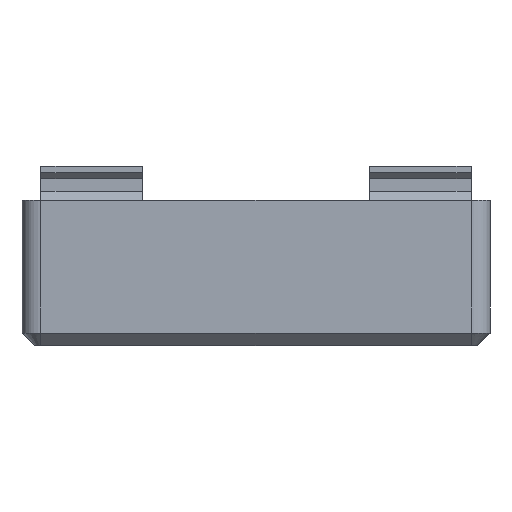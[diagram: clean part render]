
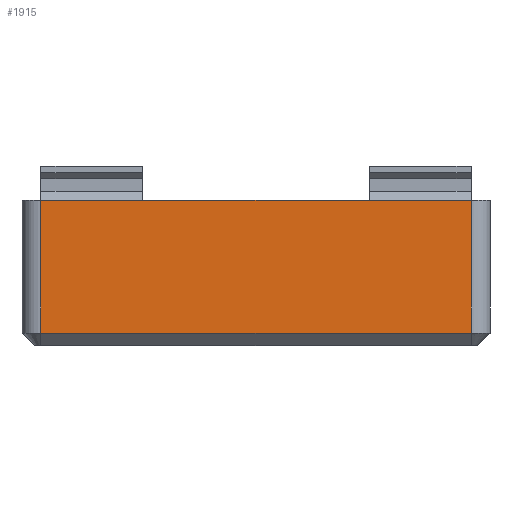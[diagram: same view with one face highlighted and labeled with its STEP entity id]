
A CAD part, left-side view. The second image highlights one B-rep face of the part: STEP entity #1915.
In plain terms, the highlighted planar face has unit normal (-1, 0, 0).
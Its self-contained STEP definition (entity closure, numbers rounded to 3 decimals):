
#44 = PLANE('',#45);
#45 = AXIS2_PLACEMENT_3D('',#46,#47,#48);
#46 = CARTESIAN_POINT('',(-12.03,3.418,
    0.));
#47 = DIRECTION('',(0.,0.,1.));
#48 = DIRECTION('',(1.,0.,0.));
#520 = CYLINDRICAL_SURFACE('',#521,1.5);
#521 = AXIS2_PLACEMENT_3D('',#522,#523,#524);
#522 = CARTESIAN_POINT('',(-14.,17.,-11.5));
#523 = DIRECTION('',(0.,0.,1.));
#524 = DIRECTION('',(0.,1.,0.));
#922 = VERTEX_POINT('',#923);
#923 = CARTESIAN_POINT('',(-15.5,17.,-10.5));
#950 = EDGE_CURVE('',#922,#951,#953,.T.);
#951 = VERTEX_POINT('',#952);
#952 = CARTESIAN_POINT('',(-15.5,17.,0.));
#953 = SURFACE_CURVE('',#954,(#958,#965),.PCURVE_S1.);
#954 = LINE('',#955,#956);
#955 = CARTESIAN_POINT('',(-15.5,17.,-11.5));
#956 = VECTOR('',#957,1.);
#957 = DIRECTION('',(0.,0.,1.));
#958 = PCURVE('',#520,#959);
#959 = DEFINITIONAL_REPRESENTATION('',(#960),#964);
#960 = LINE('',#961,#962);
#961 = CARTESIAN_POINT('',(1.571,0.));
#962 = VECTOR('',#963,1.);
#963 = DIRECTION('',(0.,1.));
#964 = ( GEOMETRIC_REPRESENTATION_CONTEXT(2) 
PARAMETRIC_REPRESENTATION_CONTEXT() REPRESENTATION_CONTEXT('2D SPACE',''
  ) );
#965 = PCURVE('',#966,#971);
#966 = PLANE('',#967);
#967 = AXIS2_PLACEMENT_3D('',#968,#969,#970);
#968 = CARTESIAN_POINT('',(-15.5,17.,0.));
#969 = DIRECTION('',(-1.,0.,0.));
#970 = DIRECTION('',(0.,-1.,0.));
#971 = DEFINITIONAL_REPRESENTATION('',(#972),#976);
#972 = LINE('',#973,#974);
#973 = CARTESIAN_POINT('',(0.,-11.5));
#974 = VECTOR('',#975,1.);
#975 = DIRECTION('',(0.,1.));
#976 = ( GEOMETRIC_REPRESENTATION_CONTEXT(2) 
PARAMETRIC_REPRESENTATION_CONTEXT() REPRESENTATION_CONTEXT('2D SPACE',''
  ) );
#1470 = CYLINDRICAL_SURFACE('',#1471,1.5);
#1471 = AXIS2_PLACEMENT_3D('',#1472,#1473,#1474);
#1472 = CARTESIAN_POINT('',(-14.,-17.,0.));
#1473 = DIRECTION('',(-0.,-0.,-1.));
#1474 = DIRECTION('',(0.,-1.,0.));
#1839 = VERTEX_POINT('',#1840);
#1840 = CARTESIAN_POINT('',(-15.5,-17.,0.));
#1866 = EDGE_CURVE('',#1839,#1867,#1869,.T.);
#1867 = VERTEX_POINT('',#1868);
#1868 = CARTESIAN_POINT('',(-15.5,-17.,-10.5));
#1869 = SURFACE_CURVE('',#1870,(#1874,#1881),.PCURVE_S1.);
#1870 = LINE('',#1871,#1872);
#1871 = CARTESIAN_POINT('',(-15.5,-17.,0.));
#1872 = VECTOR('',#1873,1.);
#1873 = DIRECTION('',(-0.,-0.,-1.));
#1874 = PCURVE('',#1470,#1875);
#1875 = DEFINITIONAL_REPRESENTATION('',(#1876),#1880);
#1876 = LINE('',#1877,#1878);
#1877 = CARTESIAN_POINT('',(1.571,0.));
#1878 = VECTOR('',#1879,1.);
#1879 = DIRECTION('',(0.,1.));
#1880 = ( GEOMETRIC_REPRESENTATION_CONTEXT(2) 
PARAMETRIC_REPRESENTATION_CONTEXT() REPRESENTATION_CONTEXT('2D SPACE',''
  ) );
#1881 = PCURVE('',#966,#1882);
#1882 = DEFINITIONAL_REPRESENTATION('',(#1883),#1887);
#1883 = LINE('',#1884,#1885);
#1884 = CARTESIAN_POINT('',(34.,0.));
#1885 = VECTOR('',#1886,1.);
#1886 = DIRECTION('',(0.,-1.));
#1887 = ( GEOMETRIC_REPRESENTATION_CONTEXT(2) 
PARAMETRIC_REPRESENTATION_CONTEXT() REPRESENTATION_CONTEXT('2D SPACE',''
  ) );
#1915 = ADVANCED_FACE('',(#1916),#966,.T.);
#1916 = FACE_BOUND('',#1917,.T.);
#1917 = EDGE_LOOP('',(#1918,#1919,#1940,#1941));
#1918 = ORIENTED_EDGE('',*,*,#1866,.F.);
#1919 = ORIENTED_EDGE('',*,*,#1920,.F.);
#1920 = EDGE_CURVE('',#951,#1839,#1921,.T.);
#1921 = SURFACE_CURVE('',#1922,(#1926,#1933),.PCURVE_S1.);
#1922 = LINE('',#1923,#1924);
#1923 = CARTESIAN_POINT('',(-15.5,8.5,0.));
#1924 = VECTOR('',#1925,1.);
#1925 = DIRECTION('',(0.,-1.,0.));
#1926 = PCURVE('',#966,#1927);
#1927 = DEFINITIONAL_REPRESENTATION('',(#1928),#1932);
#1928 = LINE('',#1929,#1930);
#1929 = CARTESIAN_POINT('',(8.5,0.));
#1930 = VECTOR('',#1931,1.);
#1931 = DIRECTION('',(1.,0.));
#1932 = ( GEOMETRIC_REPRESENTATION_CONTEXT(2) 
PARAMETRIC_REPRESENTATION_CONTEXT() REPRESENTATION_CONTEXT('2D SPACE',''
  ) );
#1933 = PCURVE('',#44,#1934);
#1934 = DEFINITIONAL_REPRESENTATION('',(#1935),#1939);
#1935 = LINE('',#1936,#1937);
#1936 = CARTESIAN_POINT('',(-3.47,5.082));
#1937 = VECTOR('',#1938,1.);
#1938 = DIRECTION('',(0.,-1.));
#1939 = ( GEOMETRIC_REPRESENTATION_CONTEXT(2) 
PARAMETRIC_REPRESENTATION_CONTEXT() REPRESENTATION_CONTEXT('2D SPACE',''
  ) );
#1940 = ORIENTED_EDGE('',*,*,#950,.F.);
#1941 = ORIENTED_EDGE('',*,*,#1942,.F.);
#1942 = EDGE_CURVE('',#1867,#922,#1943,.T.);
#1943 = SURFACE_CURVE('',#1944,(#1948,#1955),.PCURVE_S1.);
#1944 = LINE('',#1945,#1946);
#1945 = CARTESIAN_POINT('',(-15.5,-17.,-10.5));
#1946 = VECTOR('',#1947,1.);
#1947 = DIRECTION('',(0.,1.,0.));
#1948 = PCURVE('',#966,#1949);
#1949 = DEFINITIONAL_REPRESENTATION('',(#1950),#1954);
#1950 = LINE('',#1951,#1952);
#1951 = CARTESIAN_POINT('',(34.,-10.5));
#1952 = VECTOR('',#1953,1.);
#1953 = DIRECTION('',(-1.,0.));
#1954 = ( GEOMETRIC_REPRESENTATION_CONTEXT(2) 
PARAMETRIC_REPRESENTATION_CONTEXT() REPRESENTATION_CONTEXT('2D SPACE',''
  ) );
#1955 = PCURVE('',#1956,#1961);
#1956 = PLANE('',#1957);
#1957 = AXIS2_PLACEMENT_3D('',#1958,#1959,#1960);
#1958 = CARTESIAN_POINT('',(-15.,-17.,-11.));
#1959 = DIRECTION('',(0.707,0.,0.707));
#1960 = DIRECTION('',(-0.,-1.,-0.));
#1961 = DEFINITIONAL_REPRESENTATION('',(#1962),#1966);
#1962 = LINE('',#1963,#1964);
#1963 = CARTESIAN_POINT('',(-0.,-0.707));
#1964 = VECTOR('',#1965,1.);
#1965 = DIRECTION('',(-1.,0.));
#1966 = ( GEOMETRIC_REPRESENTATION_CONTEXT(2) 
PARAMETRIC_REPRESENTATION_CONTEXT() REPRESENTATION_CONTEXT('2D SPACE',''
  ) );
